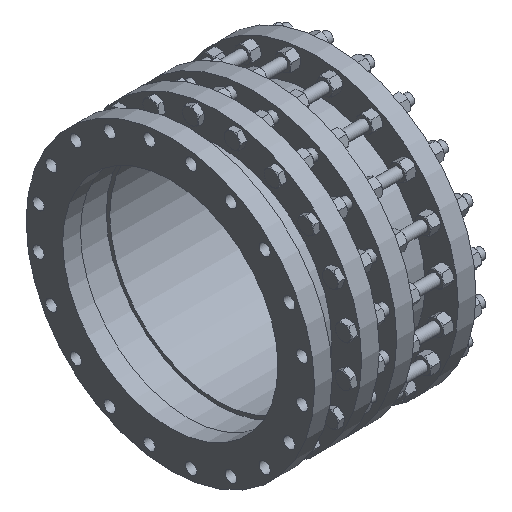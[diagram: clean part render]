
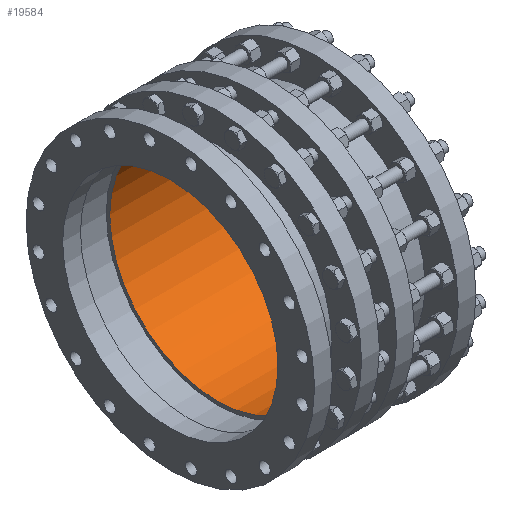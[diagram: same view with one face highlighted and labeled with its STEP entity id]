
A CAD part, isometric view. The second image highlights one B-rep face of the part: STEP entity #19584.
In plain terms, the highlighted cylindrical face has radius 250 mm (diameter 500 mm), a full revolution.
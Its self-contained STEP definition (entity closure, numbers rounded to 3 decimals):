
#54=CYLINDRICAL_SURFACE('',#21178,250.);
#1866=FACE_OUTER_BOUND('',#3152,.T.);
#3152=EDGE_LOOP('',(#15935,#15936,#15937,#15938,#15939,#15940));
#5769=LINE('',#32655,#6860);
#6860=VECTOR('',#24432,250.);
#7756=CIRCLE('',#21147,250.);
#7757=CIRCLE('',#21148,250.);
#7768=CIRCLE('',#21176,250.);
#7769=CIRCLE('',#21177,250.);
#9430=VERTEX_POINT('',#32590);
#9431=VERTEX_POINT('',#32591);
#9442=VERTEX_POINT('',#32650);
#9443=VERTEX_POINT('',#32651);
#11886=EDGE_CURVE('',#9430,#9431,#7756,.T.);
#11887=EDGE_CURVE('',#9431,#9430,#7757,.T.);
#11917=EDGE_CURVE('',#9442,#9443,#7768,.T.);
#11918=EDGE_CURVE('',#9443,#9442,#7769,.T.);
#11919=EDGE_CURVE('',#9431,#9443,#5769,.T.);
#15935=ORIENTED_EDGE('',*,*,#11886,.T.);
#15936=ORIENTED_EDGE('',*,*,#11919,.T.);
#15937=ORIENTED_EDGE('',*,*,#11917,.F.);
#15938=ORIENTED_EDGE('',*,*,#11918,.F.);
#15939=ORIENTED_EDGE('',*,*,#11919,.F.);
#15940=ORIENTED_EDGE('',*,*,#11887,.T.);
#19584=ADVANCED_FACE('',(#1866),#54,.F.);
#21147=AXIS2_PLACEMENT_3D('',#32592,#24349,#24350);
#21148=AXIS2_PLACEMENT_3D('',#32593,#24351,#24352);
#21176=AXIS2_PLACEMENT_3D('',#32652,#24426,#24427);
#21177=AXIS2_PLACEMENT_3D('',#32653,#24428,#24429);
#21178=AXIS2_PLACEMENT_3D('',#32654,#24430,#24431);
#24349=DIRECTION('center_axis',(1.,0.,0.));
#24350=DIRECTION('ref_axis',(0.,0.,-1.));
#24351=DIRECTION('center_axis',(1.,0.,0.));
#24352=DIRECTION('ref_axis',(0.,0.,-1.));
#24426=DIRECTION('center_axis',(1.,0.,0.));
#24427=DIRECTION('ref_axis',(0.,0.,-1.));
#24428=DIRECTION('center_axis',(1.,0.,0.));
#24429=DIRECTION('ref_axis',(0.,0.,-1.));
#24430=DIRECTION('center_axis',(1.,0.,0.));
#24431=DIRECTION('ref_axis',(0.,1.,0.));
#24432=DIRECTION('',(-1.,0.,0.));
#32590=CARTESIAN_POINT('',(375.,250.,0.));
#32591=CARTESIAN_POINT('',(375.,-250.,0.));
#32592=CARTESIAN_POINT('Origin',(375.,0.,0.));
#32593=CARTESIAN_POINT('Origin',(375.,0.,0.));
#32650=CARTESIAN_POINT('',(109.3,250.,0.));
#32651=CARTESIAN_POINT('',(109.3,-250.,0.));
#32652=CARTESIAN_POINT('Origin',(109.3,0.,0.));
#32653=CARTESIAN_POINT('Origin',(109.3,0.,0.));
#32654=CARTESIAN_POINT('Origin',(242.15,0.,0.));
#32655=CARTESIAN_POINT('',(242.15,-250.,0.));
